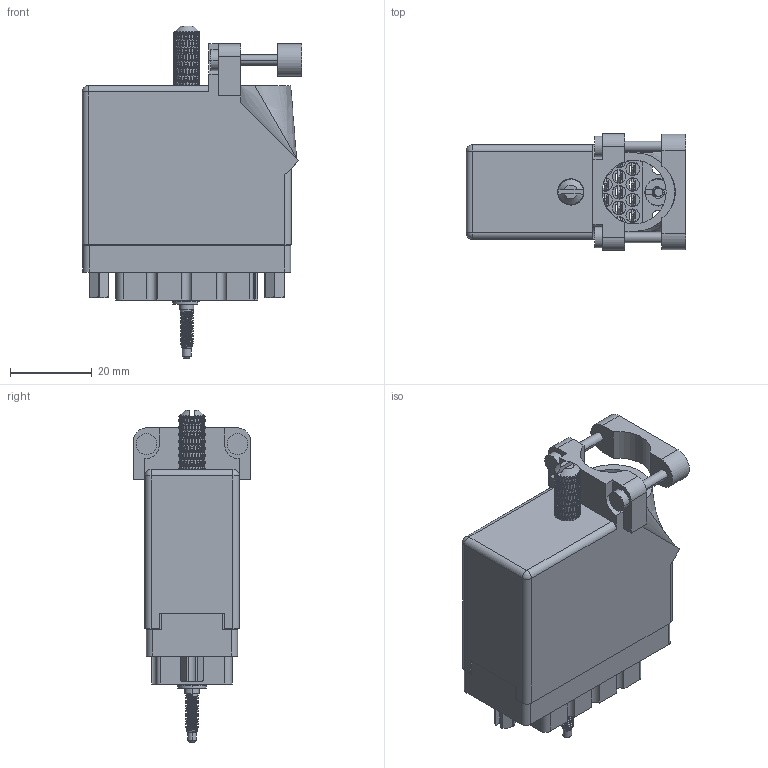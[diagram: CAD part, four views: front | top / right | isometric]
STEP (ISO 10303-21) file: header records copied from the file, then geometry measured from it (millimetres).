
FILE_DESCRIPTION (( 'STEP AP203' ), '1' );
FILE_NAME ('516-038-520-431.STEP', '2020-03-05T13:44:10', ( '' ), ( '' ), 'SwSTEP 2.0', 'SolidWorks 2016', '' );
FILE_SCHEMA (( 'CONFIG_CONTROL_DESIGN' ));
Length unit declared in the file: inch
Products named in the file (12): 516-250-038-111; 516-221-038-102_038; 516-221-038-102_039; Actuating Screw Assy 038-056; 516-251-035-100; 516-252-021-102_038; 516-292-001_520 Contact; 516-253-138-107; 516-253-035-100; 516-038-520-431; 516 Part Receptacle_038; 516-230-001_Plastic - 038 Top Entry - Large Clamp
Assembly tree (50 placements, depth 3):
  516-038-520-431
    516 Part Receptacle_038
    516-292-001_520 Contact  x38
    516-230-001_Plastic - 038 Top Entry - Large Clamp
    516-252-021-102_038  x2
    516-221-038-102_038
    Actuating Screw Assy 038-056
      516-251-035-100
      516-253-035-100  x2
      516-253-138-107
      516-250-038-111
    516-221-038-102_039
Bounding box: 53.62 x 28.57 x 81.03 mm (x, y, z)
Volume: 25608.5 mm3; surface area: 38114.7 mm2
Topology: 49 solids, 49 shells, 5301 faces, 14272 edges, 9088 vertices
Faces by surface type: plane 2401, cylinder 1581, bspline 1265, cone 52, sphere 2
Entity records: 112880 total; most frequent: CARTESIAN_POINT 60127, ORIENTED_EDGE 12936, DIRECTION 7927, EDGE_CURVE 6468, VERTEX_POINT 3914, EDGE_LOOP 2730, AXIS2_PLACEMENT_3D 2717, FACE_OUTER_BOUND 2600
